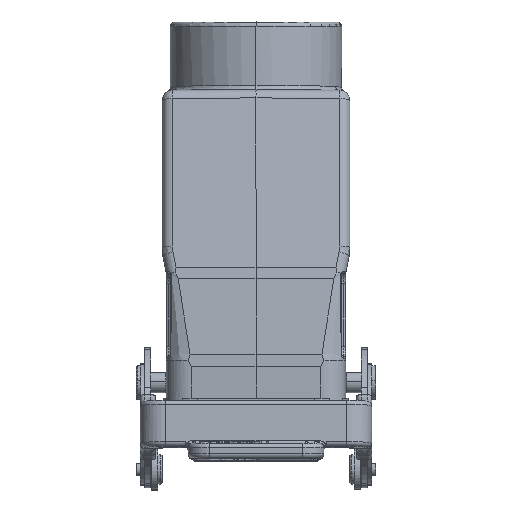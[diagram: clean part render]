
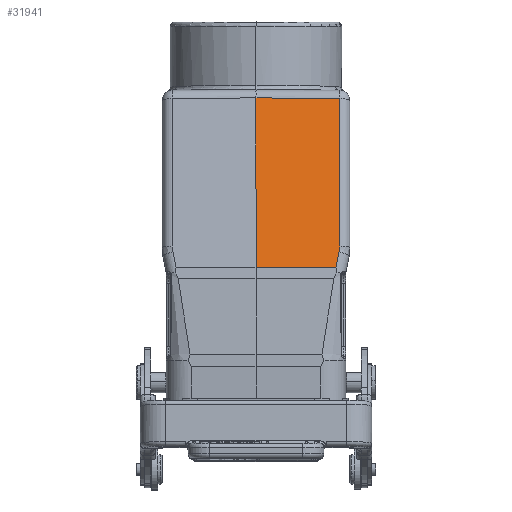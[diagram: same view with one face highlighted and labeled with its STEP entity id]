
A CAD part, top view. The second image highlights one B-rep face of the part: STEP entity #31941.
In plain terms, the highlighted planar face has unit normal (0.009, 0.19, 0.982).
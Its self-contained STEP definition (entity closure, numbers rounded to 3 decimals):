
#1309=DIRECTION('',(0.,0.982,-0.19));
#1310=VECTOR('',#1309,41.382);
#1311=CARTESIAN_POINT('',(0.,-21.241,
44.49));
#1312=LINE('',#1311,#1310);
#1313=DIRECTION('',(1.,-0.009,-0.007));
#1314=VECTOR('',#1313,20.023);
#1315=CARTESIAN_POINT('',(0.,19.39,
36.641));
#1316=LINE('',#1315,#1314);
#1317=CARTESIAN_POINT('',(20.022,-16.12,43.323));
#1318=CARTESIAN_POINT('',(20.022,-16.614,43.419));
#1319=CARTESIAN_POINT('',(19.973,-17.107,43.514));
#1320=CARTESIAN_POINT('',(19.876,-17.591,43.609));
#1322=DIRECTION('',(-0.193,-0.963,0.188));
#1323=VECTOR('',#1322,3.79);
#1324=CARTESIAN_POINT('',(19.876,-17.591,43.609));
#1325=LINE('',#1324,#1323);
#1326=DIRECTION('',(-1.,0.,0.009));
#1327=VECTOR('',#1326,19.147);
#1328=CARTESIAN_POINT('',(19.146,-21.241,44.32));
#1329=LINE('',#1328,#1327);
#20749=DIRECTION('',(0.,0.982,-0.19));
#20750=VECTOR('',#20749,35.988);
#20751=CARTESIAN_POINT('',(20.022,-16.12,
43.323));
#20752=LINE('',#20751,#20750);
#25281=CARTESIAN_POINT('',(19.876,-17.591,
43.609));
#25282=CARTESIAN_POINT('',(19.146,-21.241,
44.32));
#25283=VERTEX_POINT('',#25281);
#25284=VERTEX_POINT('',#25282);
#25288=CARTESIAN_POINT('',(0.,-21.241,
44.49));
#25289=CARTESIAN_POINT('',(0.,19.39,
36.641));
#25290=VERTEX_POINT('',#25288);
#25291=VERTEX_POINT('',#25289);
#25292=CARTESIAN_POINT('',(20.022,19.215,36.497));
#25293=VERTEX_POINT('',#25292);
#25294=CARTESIAN_POINT('',(20.022,-16.12,
43.323));
#25295=VERTEX_POINT('',#25294);
#31923=CARTESIAN_POINT('',(0.,-22.585,44.75));
#31924=DIRECTION('',(0.009,0.19,0.982));
#31925=DIRECTION('',(0.,-0.982,0.19));
#31926=AXIS2_PLACEMENT_3D('',#31923,#31924,#31925);
#31927=PLANE('',#31926);
#31929=ORIENTED_EDGE('',*,*,#31928,.T.);
#31931=ORIENTED_EDGE('',*,*,#31930,.T.);
#31933=ORIENTED_EDGE('',*,*,#31932,.F.);
#31935=ORIENTED_EDGE('',*,*,#31934,.T.);
#31936=ORIENTED_EDGE('',*,*,#31907,.T.);
#31938=ORIENTED_EDGE('',*,*,#31937,.T.);
#31939=EDGE_LOOP('',(#31929,#31931,#31933,#31935,#31936,#31938));
#31940=FACE_OUTER_BOUND('',#31939,.F.);
#31941=ADVANCED_FACE('',(#31940),#31927,.T.);
#1321=B_SPLINE_CURVE_WITH_KNOTS('',3,(#1317,#1318,#1319,#1320),.UNSPECIFIED.,
.F.,.F.,(4,4),(0.,1.),.UNSPECIFIED.);
#31907=EDGE_CURVE('',#25283,#25284,#1325,.T.);
#31928=EDGE_CURVE('',#25290,#25291,#1312,.T.);
#31930=EDGE_CURVE('',#25291,#25293,#1316,.T.);
#31932=EDGE_CURVE('',#25295,#25293,#20752,.T.);
#31934=EDGE_CURVE('',#25295,#25283,#1321,.T.);
#31937=EDGE_CURVE('',#25284,#25290,#1329,.T.);
